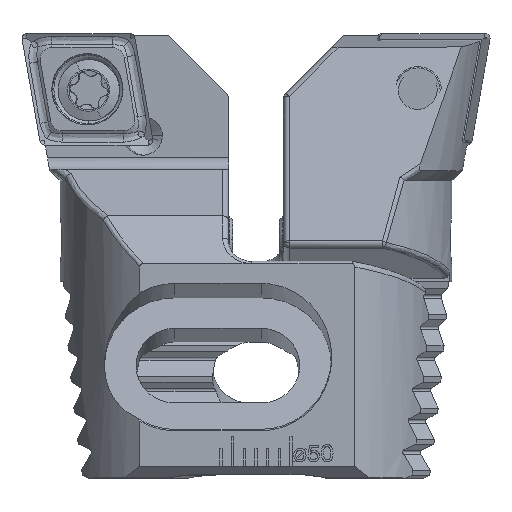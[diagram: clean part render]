
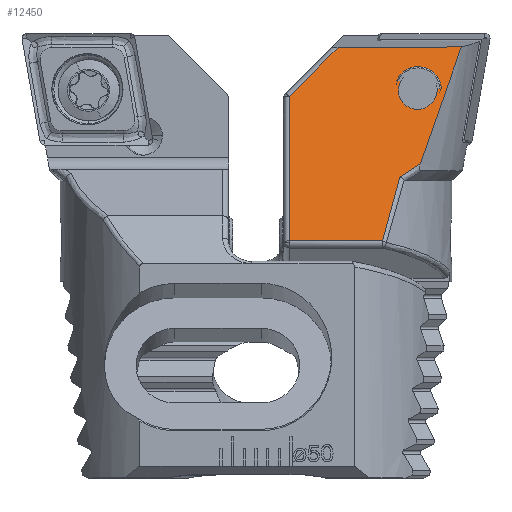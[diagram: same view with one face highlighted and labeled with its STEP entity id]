
A CAD part, top view. The second image highlights one B-rep face of the part: STEP entity #12450.
In plain terms, the highlighted face is planar.
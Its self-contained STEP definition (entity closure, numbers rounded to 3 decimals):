
#36 = VERTEX_POINT ( 'NONE', #1202 ) ;
#205 = EDGE_CURVE ( 'NONE', #12338, #12280, #4491, .T. ) ;
#211 = EDGE_CURVE ( 'NONE', #6039, #5901, #4493, .T. ) ;
#261 = EDGE_CURVE ( 'NONE', #12280, #5701, #4520, .T. ) ;
#506 = CARTESIAN_POINT ( 'NONE',  ( 4.468, -1.545, -7.932 ) ) ;
#532 = CARTESIAN_POINT ( 'NONE',  ( 7.098, -11.891, -10.704 ) ) ;
#549 = CARTESIAN_POINT ( 'NONE',  ( 7.773, -1.545, -7.932 ) ) ;
#571 = CARTESIAN_POINT ( 'NONE',  ( 5.947, -11.113, -10.496 ) ) ;
#575 = CARTESIAN_POINT ( 'NONE',  ( 6.519, -11.507, -10.601 ) ) ;
#611 = CARTESIAN_POINT ( 'NONE',  ( 7.819, -4.845, -8.816 ) ) ;
#645 = CARTESIAN_POINT ( 'NONE',  ( 4.514, -4.845, -8.816 ) ) ;
#670 = CARTESIAN_POINT ( 'NONE',  ( 7.686, -12.263, -10.804 ) ) ;
#1092 = CARTESIAN_POINT ( 'NONE',  ( 5.947, -11.113, -10.496 ) ) ;
#1097 = CARTESIAN_POINT ( 'NONE',  ( 3.562, -4.668, -8.769 ) ) ;
#1099 = CARTESIAN_POINT ( 'NONE',  ( 4.732, -7.998, -9.661 ) ) ;
#1105 = CARTESIAN_POINT ( 'NONE',  ( 2.446, -1.152, -7.827 ) ) ;
#1202 = CARTESIAN_POINT ( 'NONE',  ( 9.185, -17.738, -12.271 ) ) ;
#2199 = ORIENTED_EDGE ( 'NONE', *, *, #205, .T. ) ;
#2270 = ORIENTED_EDGE ( 'NONE', *, *, #9471, .T. ) ;
#2273 = ORIENTED_EDGE ( 'NONE', *, *, #261, .T. ) ;
#3172 = CARTESIAN_POINT ( 'NONE',  ( 4.514, -4.845, -8.816 ) ) ;
#3177 = CARTESIAN_POINT ( 'NONE',  ( 9.185, -17.738, -12.271 ) ) ;
#3178 = CARTESIAN_POINT ( 'NONE',  ( 8.653, -16.041, -11.816 ) ) ;
#3182 = CARTESIAN_POINT ( 'NONE',  ( 4.561, -8.145, -9.7 ) ) ;
#3183 = CARTESIAN_POINT ( 'NONE',  ( 8.152, -14.213, -11.326 ) ) ;
#3184 = CARTESIAN_POINT ( 'NONE',  ( 7.686, -12.263, -10.804 ) ) ;
#3187 = CARTESIAN_POINT ( 'NONE',  ( 7.865, -8.145, -9.7 ) ) ;
#3188 = CARTESIAN_POINT ( 'NONE',  ( 7.819, -4.845, -8.816 ) ) ;
#3238 = CARTESIAN_POINT ( 'NONE',  ( 39.15, -17.738, -12.271 ) ) ;
#3239 = DIRECTION ( 'NONE',  ( -1., 0., 0. ) ) ;
#3318 = CARTESIAN_POINT ( 'NONE',  ( 17.15, -0.381, -7.62 ) ) ;
#3319 = DIRECTION ( 'NONE',  ( 0., -0.966, -0.259 ) ) ;
#4491 = B_SPLINE_CURVE_WITH_KNOTS ( 'NONE', 3,
 ( #670, #532, #575, #571 ),
 .UNSPECIFIED., .F., .F.,
 ( 4, 4 ),
 ( 0., 0.002 ),
 .UNSPECIFIED. ) ;
#4493 =( BOUNDED_CURVE ( )  B_SPLINE_CURVE ( 3, ( #611, #549, #506, #645 ),
 .UNSPECIFIED., .F., .F. ) 
 B_SPLINE_CURVE_WITH_KNOTS ( ( 4, 4 ),
 ( 4.519, 7.661 ),
 .UNSPECIFIED. ) 
 CURVE ( )  GEOMETRIC_REPRESENTATION_ITEM ( )  RATIONAL_B_SPLINE_CURVE ( ( 1., 0.333, 0.333, 1. ) ) 
 REPRESENTATION_ITEM ( '' )  );
#4520 =( BOUNDED_CURVE ( )  B_SPLINE_CURVE ( 3, ( #1092, #1099, #1097, #1105 ),
 .UNSPECIFIED., .F., .F. ) 
 B_SPLINE_CURVE_WITH_KNOTS ( ( 4, 4 ),
 ( 4.093, 4.28 ),
 .UNSPECIFIED. ) 
 CURVE ( )  GEOMETRIC_REPRESENTATION_ITEM ( )  RATIONAL_B_SPLINE_CURVE ( ( 1., 0.997, 0.997, 1. ) ) 
 REPRESENTATION_ITEM ( '' )  );
#4645 =( BOUNDED_CURVE ( )  B_SPLINE_CURVE ( 3, ( #3177, #3178, #3183, #3184 ),
 .UNSPECIFIED., .F., .F. ) 
 B_SPLINE_CURVE_WITH_KNOTS ( ( 4, 4 ),
 ( 3.848, 3.984 ),
 .UNSPECIFIED. ) 
 CURVE ( )  GEOMETRIC_REPRESENTATION_ITEM ( )  RATIONAL_B_SPLINE_CURVE ( ( 1., 0.998, 0.998, 1. ) ) 
 REPRESENTATION_ITEM ( '' )  );
#4646 =( BOUNDED_CURVE ( )  B_SPLINE_CURVE ( 3, ( #3172, #3182, #3187, #3188 ),
 .UNSPECIFIED., .F., .T. ) 
 B_SPLINE_CURVE_WITH_KNOTS ( ( 4, 4 ),
 ( 1.378, 4.519 ),
 .UNSPECIFIED. ) 
 CURVE ( )  GEOMETRIC_REPRESENTATION_ITEM ( )  RATIONAL_B_SPLINE_CURVE ( ( 1., 0.333, 0.333, 1. ) ) 
 REPRESENTATION_ITEM ( '' )  );
#5224 = VERTEX_POINT ( 'NONE', #8021 ) ;
#5701 = VERTEX_POINT ( 'NONE', #6438 ) ;
#5736 = VERTEX_POINT ( 'NONE', #6587 ) ;
#5901 = VERTEX_POINT ( 'NONE', #6505 ) ;
#6039 = VERTEX_POINT ( 'NONE', #6637 ) ;
#6145 = EDGE_LOOP ( 'NONE', ( #2199, #2273, #7387, #7464, #2270, #7419, #7463 ) ) ;
#6438 = CARTESIAN_POINT ( 'NONE',  ( 2.446, -1.152, -7.827 ) ) ;
#6505 = CARTESIAN_POINT ( 'NONE',  ( 4.514, -4.845, -8.816 ) ) ;
#6587 = CARTESIAN_POINT ( 'NONE',  ( 12.985, -1.222, -7.845 ) ) ;
#6637 = CARTESIAN_POINT ( 'NONE',  ( 7.819, -4.845, -8.816 ) ) ;
#7172 = LINE ( 'NONE', #3238, #7266 ) ;
#7247 = LINE ( 'NONE', #3318, #7268 ) ;
#7266 = VECTOR ( 'NONE', #3239, 1000. ) ;
#7268 = VECTOR ( 'NONE', #3319, 1000. ) ;
#7363 = ORIENTED_EDGE ( 'NONE', *, *, #211, .T. ) ;
#7372 = EDGE_LOOP ( 'NONE', ( #7363, #7396 ) ) ;
#7387 = ORIENTED_EDGE ( 'NONE', *, *, #9833, .F. ) ;
#7396 = ORIENTED_EDGE ( 'NONE', *, *, #9436, .T. ) ;
#7419 = ORIENTED_EDGE ( 'NONE', *, *, #9450, .T. ) ;
#7463 = ORIENTED_EDGE ( 'NONE', *, *, #9435, .T. ) ;
#7464 = ORIENTED_EDGE ( 'NONE', *, *, #9830, .T. ) ;
#7543 = FACE_OUTER_BOUND ( 'NONE', #6145, .T. ) ;
#7546 = LINE ( 'NONE', #10625, #7711 ) ;
#7561 = FACE_BOUND ( 'NONE', #7372, .T. ) ;
#7702 = LINE ( 'NONE', #10599, #7746 ) ;
#7711 = VECTOR ( 'NONE', #10626, 1000. ) ;
#7746 = VECTOR ( 'NONE', #10598, 1000. ) ;
#8021 = CARTESIAN_POINT ( 'NONE',  ( 17.15, -5.387, -8.961 ) ) ;
#9435 = EDGE_CURVE ( 'NONE', #36, #12338, #4645, .T. ) ;
#9436 = EDGE_CURVE ( 'NONE', #5901, #6039, #4646, .T. ) ;
#9450 = EDGE_CURVE ( 'NONE', #12369, #36, #7172, .T. ) ;
#9471 = EDGE_CURVE ( 'NONE', #5224, #12369, #7247, .T. ) ;
#9830 = EDGE_CURVE ( 'NONE', #5736, #5224, #7702, .T. ) ;
#9833 = EDGE_CURVE ( 'NONE', #5736, #5701, #7546, .T. ) ;
#10598 = DIRECTION ( 'NONE',  ( 0.695, -0.695, -0.186 ) ) ;
#10599 = CARTESIAN_POINT ( 'NONE',  ( 25.179, -13.416, -11.113 ) ) ;
#10625 = CARTESIAN_POINT ( 'NONE',  ( 39.143, -1.396, -7.892 ) ) ;
#10626 = DIRECTION ( 'NONE',  ( -1., 0.007, 0.002 ) ) ;
#11129 = CARTESIAN_POINT ( 'NONE',  ( 5.947, -11.113, -10.496 ) ) ;
#11184 = CARTESIAN_POINT ( 'NONE',  ( 7.686, -12.263, -10.804 ) ) ;
#11215 = CARTESIAN_POINT ( 'NONE',  ( 17.15, -17.738, -12.271 ) ) ;
#11370 = CARTESIAN_POINT ( 'NONE',  ( 39.15, -0.381, -7.62 ) ) ;
#11375 = PLANE ( 'NONE',  #12141 ) ;
#11380 = DIRECTION ( 'NONE',  ( 0., -0.259, 0.966 ) ) ;
#11381 = DIRECTION ( 'NONE',  ( 0., -0.966, -0.259 ) ) ;
#12141 = AXIS2_PLACEMENT_3D ( 'NONE', #11370, #11380, #11381 ) ;
#12280 = VERTEX_POINT ( 'NONE', #11129 ) ;
#12338 = VERTEX_POINT ( 'NONE', #11184 ) ;
#12369 = VERTEX_POINT ( 'NONE', #11215 ) ;
#12450 = ADVANCED_FACE ( 'NONE', ( #7561, #7543 ), #11375, .F. ) ;
